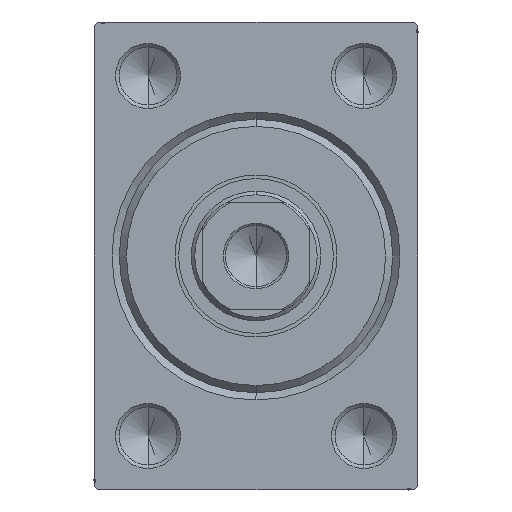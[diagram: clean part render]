
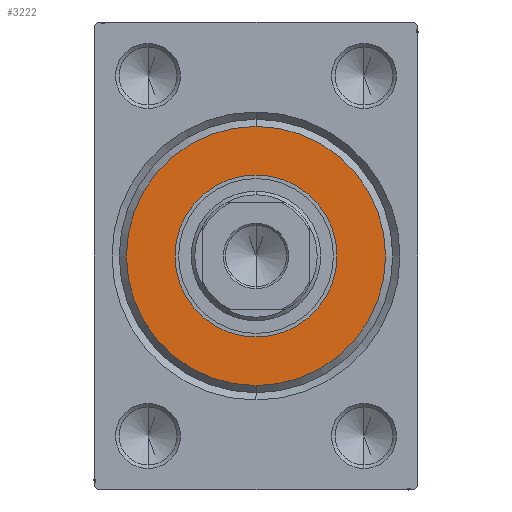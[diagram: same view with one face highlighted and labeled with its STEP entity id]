
A CAD part, left-side view. The second image highlights one B-rep face of the part: STEP entity #3222.
In plain terms, the highlighted face is planar.
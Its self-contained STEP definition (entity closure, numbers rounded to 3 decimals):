
#110 = ORIENTED_EDGE ( 'NONE', *, *, #35173, .T. ) ;
#202 = CARTESIAN_POINT ( 'NONE',  ( 3., 0., 0. ) ) ;
#1651 = CARTESIAN_POINT ( 'NONE',  ( 3., 0., -11.25 ) ) ;
#3222 = ADVANCED_FACE ( 'NONE', ( #41801, #11719 ), #4466, .T. ) ;
#3900 = EDGE_LOOP ( 'NONE', ( #41054, #44075 ) ) ;
#4012 = DIRECTION ( 'NONE',  ( 0., 0., -1. ) ) ;
#4466 = PLANE ( 'NONE',  #22797 ) ;
#6255 = VERTEX_POINT ( 'NONE', #35745 ) ;
#7177 = AXIS2_PLACEMENT_3D ( 'NONE', #37143, #33526, #26051 ) ;
#7713 = CARTESIAN_POINT ( 'NONE',  ( 3., 0., 11.25 ) ) ;
#8364 = CARTESIAN_POINT ( 'NONE',  ( 3., 0., 0. ) ) ;
#10078 = EDGE_CURVE ( 'NONE', #40217, #24930, #33121, .T. ) ;
#10160 = CIRCLE ( 'NONE', #33295, 11.25 ) ;
#10422 = DIRECTION ( 'NONE',  ( 1., 0., 0. ) ) ;
#10598 = CARTESIAN_POINT ( 'NONE',  ( 3., 0., 18. ) ) ;
#10609 = DIRECTION ( 'NONE',  ( 1., 0., 0. ) ) ;
#11719 = FACE_BOUND ( 'NONE', #3900, .T. ) ;
#13608 = AXIS2_PLACEMENT_3D ( 'NONE', #14047, #10422, #24208 ) ;
#14047 = CARTESIAN_POINT ( 'NONE',  ( 3., 0., 0. ) ) ;
#14429 = CIRCLE ( 'NONE', #7177, 18. ) ;
#17813 = CARTESIAN_POINT ( 'NONE',  ( 3., 0., 0. ) ) ;
#18548 = DIRECTION ( 'NONE',  ( 1., 0., 0. ) ) ;
#19135 = EDGE_CURVE ( 'NONE', #6255, #23911, #25321, .T. ) ;
#21005 = DIRECTION ( 'NONE',  ( 0., 0., -1. ) ) ;
#22101 = DIRECTION ( 'NONE',  ( 1., 0., 0. ) ) ;
#22797 = AXIS2_PLACEMENT_3D ( 'NONE', #17813, #22101, #4012 ) ;
#23911 = VERTEX_POINT ( 'NONE', #10598 ) ;
#24208 = DIRECTION ( 'NONE',  ( 0., 0., -1. ) ) ;
#24930 = VERTEX_POINT ( 'NONE', #7713 ) ;
#25321 = CIRCLE ( 'NONE', #26727, 18. ) ;
#26051 = DIRECTION ( 'NONE',  ( 0., 0., -1. ) ) ;
#26727 = AXIS2_PLACEMENT_3D ( 'NONE', #8364, #18548, #28496 ) ;
#28496 = DIRECTION ( 'NONE',  ( 0., 0., -1. ) ) ;
#33121 = CIRCLE ( 'NONE', #13608, 11.25 ) ;
#33295 = AXIS2_PLACEMENT_3D ( 'NONE', #202, #10609, #21005 ) ;
#33526 = DIRECTION ( 'NONE',  ( 1., 0., 0. ) ) ;
#35173 = EDGE_CURVE ( 'NONE', #23911, #6255, #14429, .T. ) ;
#35745 = CARTESIAN_POINT ( 'NONE',  ( 3., 0., -18. ) ) ;
#37143 = CARTESIAN_POINT ( 'NONE',  ( 3., 0., 0. ) ) ;
#37297 = EDGE_CURVE ( 'NONE', #24930, #40217, #10160, .T. ) ;
#39062 = EDGE_LOOP ( 'NONE', ( #110, #42692 ) ) ;
#40217 = VERTEX_POINT ( 'NONE', #1651 ) ;
#41054 = ORIENTED_EDGE ( 'NONE', *, *, #10078, .F. ) ;
#41801 = FACE_OUTER_BOUND ( 'NONE', #39062, .T. ) ;
#42692 = ORIENTED_EDGE ( 'NONE', *, *, #19135, .T. ) ;
#44075 = ORIENTED_EDGE ( 'NONE', *, *, #37297, .F. ) ;
